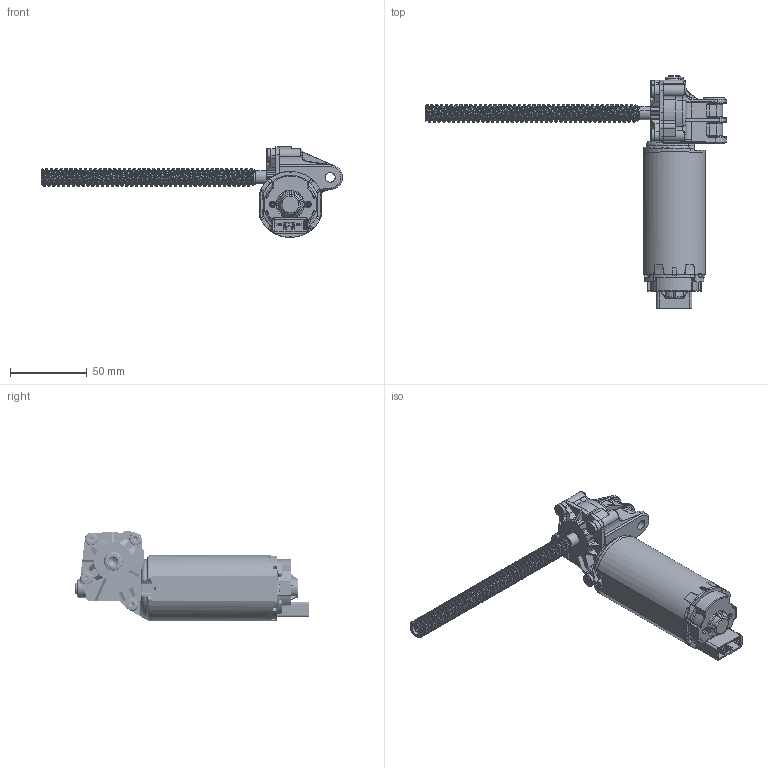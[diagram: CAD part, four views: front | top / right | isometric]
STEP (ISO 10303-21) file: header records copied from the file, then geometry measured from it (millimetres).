
FILE_DESCRIPTION(('CATIA V5 STEP Exchange'),'2;1');
FILE_NAME('2010-10-28_404-847_10000010223_MOTOR.stp','2010-10-28T11:39:36+00:00',('none'),('none'),'CATIA Version 5 Release 17 (IN-10)','CATIA V5 STEP AP214','none');
FILE_SCHEMA(('AUTOMOTIVE_DESIGN { 1 0 10303 214 1 1 1 1 }'));
Products named in the file (1): 10000010223_00_MOTOR GMPG_AllCATPart
Bounding box: 196.17 x 151.94 x 59.2 mm (x, y, z)
Volume: 90089.8 mm3; surface area: 78172.9 mm2
Topology: 13 solids, 13 shells, 3813 faces, 10116 edges, 6247 vertices
Faces by surface type: cylinder 1214, plane 1214, bspline 817, torus 294, cone 199, sphere 58, extrusion 17
Entity records: 176240 total; most frequent: CARTESIAN_POINT 94545, ORIENTED_EDGE 20006, DIRECTION 11656, EDGE_CURVE 10003, VERTEX_POINT 6247, AXIS2_PLACEMENT_3D 5473, VECTOR 3978, LINE 3961
